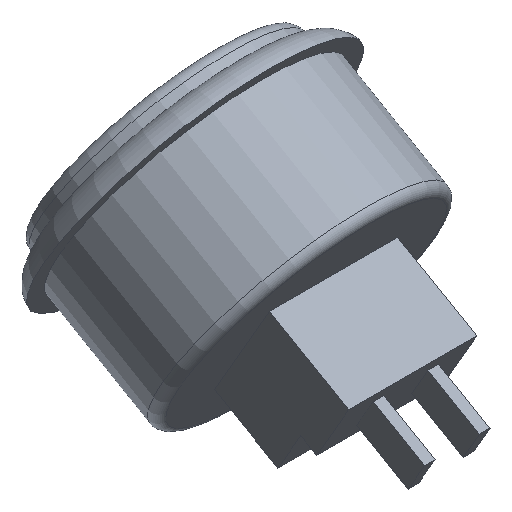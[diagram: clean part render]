
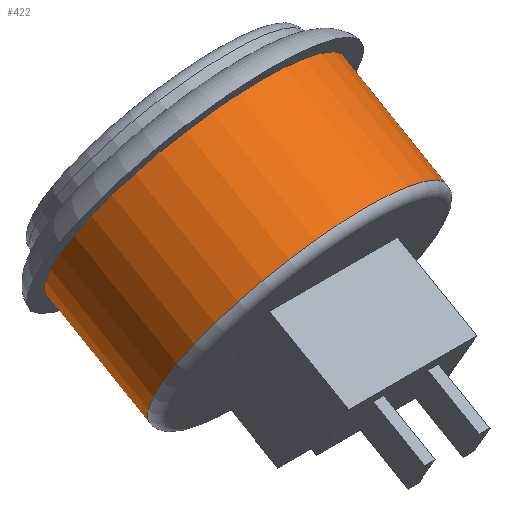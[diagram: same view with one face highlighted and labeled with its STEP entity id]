
A CAD part, isometric view. The second image highlights one B-rep face of the part: STEP entity #422.
In plain terms, the highlighted cylindrical face has radius 14.75 mm (diameter 29.5 mm), a full revolution.
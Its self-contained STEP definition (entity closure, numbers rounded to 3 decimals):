
#38=LINE('',#627,#82);
#82=VECTOR('',#511,14.75);
#126=CYLINDRICAL_SURFACE('',#464,14.75);
#129=FACE_OUTER_BOUND('',#154,.T.);
#154=EDGE_LOOP('',(#291,#292,#293,#294));
#182=CIRCLE('',#461,14.75);
#185=CIRCLE('',#465,14.75);
#194=VERTEX_POINT('',#619);
#196=VERTEX_POINT('',#625);
#231=EDGE_CURVE('',#194,#194,#182,.T.);
#234=EDGE_CURVE('',#196,#196,#185,.T.);
#235=EDGE_CURVE('',#196,#194,#38,.T.);
#291=ORIENTED_EDGE('',*,*,#234,.F.);
#292=ORIENTED_EDGE('',*,*,#235,.T.);
#293=ORIENTED_EDGE('',*,*,#231,.F.);
#294=ORIENTED_EDGE('',*,*,#235,.F.);
#422=ADVANCED_FACE('',(#129),#126,.T.);
#461=AXIS2_PLACEMENT_3D('',#620,#501,#502);
#464=AXIS2_PLACEMENT_3D('',#624,#507,#508);
#465=AXIS2_PLACEMENT_3D('',#626,#509,#510);
#501=DIRECTION('center_axis',(0.,-0.866,
-0.5));
#502=DIRECTION('ref_axis',(-1.,0.,0.));
#507=DIRECTION('center_axis',(0.,0.866,0.5));
#508=DIRECTION('ref_axis',(-1.,0.,0.));
#509=DIRECTION('center_axis',(0.,0.866,0.5));
#510=DIRECTION('ref_axis',(-1.,0.,0.));
#511=DIRECTION('',(0.,-0.866,-0.5));
#619=CARTESIAN_POINT('',(28.75,6.526,11.088));
#620=CARTESIAN_POINT('Origin',(14.,6.526,11.088));
#624=CARTESIAN_POINT('Origin',(14.,5.66,10.588));
#625=CARTESIAN_POINT('',(28.75,17.785,17.588));
#626=CARTESIAN_POINT('Origin',(14.,17.785,17.588));
#627=CARTESIAN_POINT('',(28.75,5.66,10.588));
